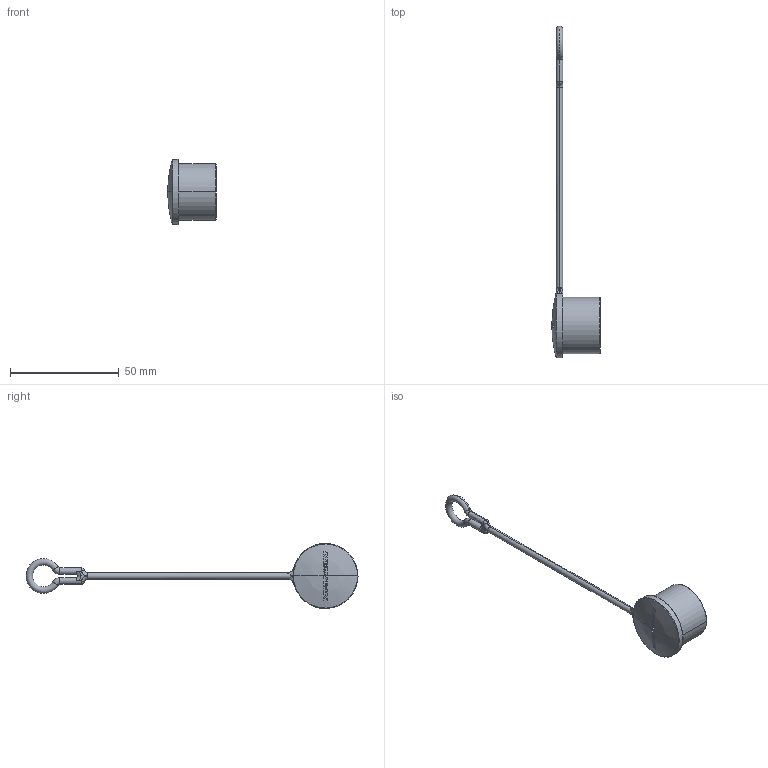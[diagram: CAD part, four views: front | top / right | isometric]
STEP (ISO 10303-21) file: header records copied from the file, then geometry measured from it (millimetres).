
FILE_DESCRIPTION((''),'2;1');
FILE_NAME('SCNAC-MX_07','2022-03-02T',('yuj'),(''),'PRO/ENGINEER BY PARAMETRIC TECHNOLOGY CORPORATION, 2013040','PRO/ENGINEER BY PARAMETRIC TECHNOLOGY CORPORATION, 2013040','');
FILE_SCHEMA(('CONFIG_CONTROL_DESIGN'));
Length unit declared in the file: millimetre
Products named in the file (1): SCNAC-MX_07
Bounding box: 22.26 x 153 x 29.98 mm (x, y, z)
Surface area: 6428.3 mm2 (no closed solid volume)
Topology: 0 solids, 1 shells, 172 faces, 431 edges, 267 vertices
Faces by surface type: extrusion 60, plane 24, torus 24, cylinder 19, bspline 18, sphere 15, cone 12
Entity records: 7197 total; most frequent: CARTESIAN_POINT 3566, ORIENTED_EDGE 856, DIRECTION 519, EDGE_CURVE 429, B_SPLINE_CURVE_WITH_KNOTS 318, VERTEX_POINT 267, AXIS2_PLACEMENT_3D 194, EDGE_LOOP 183
